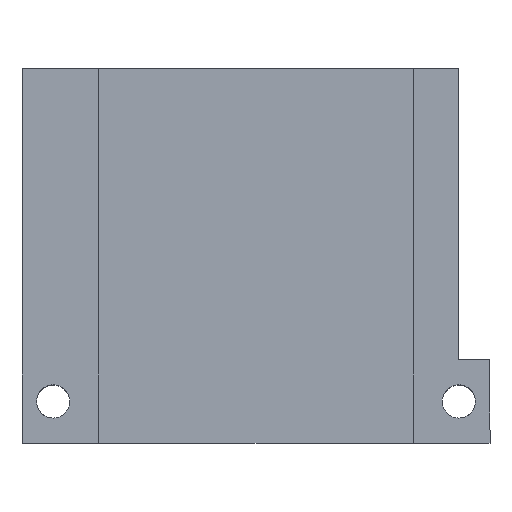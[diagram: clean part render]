
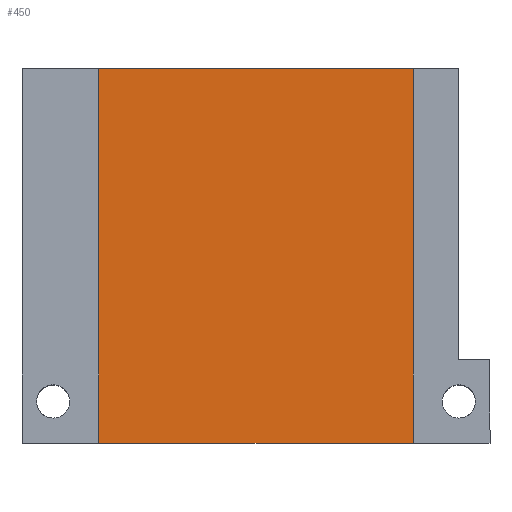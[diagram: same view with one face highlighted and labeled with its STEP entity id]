
A CAD part, top view. The second image highlights one B-rep face of the part: STEP entity #450.
In plain terms, the highlighted planar face has unit normal (0, 0, 1).
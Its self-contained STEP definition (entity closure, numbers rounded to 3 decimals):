
#6 = CARTESIAN_POINT ( 'NONE',  ( -3.775, -4.5, 0. ) ) ;
#62 = VECTOR ( 'NONE', #240, 1000. ) ;
#75 = DIRECTION ( 'NONE',  ( 0., -1., 0. ) ) ;
#84 = ORIENTED_EDGE ( 'NONE', *, *, #214, .T. ) ;
#105 = DIRECTION ( 'NONE',  ( 1., 0., 0. ) ) ;
#214 = EDGE_CURVE ( 'NONE', #376, #656, #775, .T. ) ;
#223 = AXIS2_PLACEMENT_3D ( 'NONE', #393, #598, #105 ) ;
#240 = DIRECTION ( 'NONE',  ( 1., 0., 0. ) ) ;
#244 = ORIENTED_EDGE ( 'NONE', *, *, #475, .F. ) ;
#263 = VECTOR ( 'NONE', #320, 1000. ) ;
#283 = CARTESIAN_POINT ( 'NONE',  ( 3.775, -4.5, 0. ) ) ;
#284 = ORIENTED_EDGE ( 'NONE', *, *, #725, .T. ) ;
#320 = DIRECTION ( 'NONE',  ( 1., 0., 0. ) ) ;
#329 = VERTEX_POINT ( 'NONE', #483 ) ;
#366 = ORIENTED_EDGE ( 'NONE', *, *, #663, .F. ) ;
#376 = VERTEX_POINT ( 'NONE', #897 ) ;
#390 = CARTESIAN_POINT ( 'NONE',  ( 0., 4.5, 0. ) ) ;
#393 = CARTESIAN_POINT ( 'NONE',  ( 0., 0., 0. ) ) ;
#398 = VECTOR ( 'NONE', #896, 1000. ) ;
#450 = ADVANCED_FACE ( 'NONE', ( #854 ), #676, .T. ) ;
#475 = EDGE_CURVE ( 'NONE', #376, #329, #830, .T. ) ;
#483 = CARTESIAN_POINT ( 'NONE',  ( 3.775, 4.5, 0. ) ) ;
#497 = CARTESIAN_POINT ( 'NONE',  ( -3.775, 0., 0. ) ) ;
#519 = CARTESIAN_POINT ( 'NONE',  ( 0., -4.5, 0. ) ) ;
#598 = DIRECTION ( 'NONE',  ( 0., 0., 1. ) ) ;
#603 = VERTEX_POINT ( 'NONE', #283 ) ;
#627 = LINE ( 'NONE', #519, #62 ) ;
#656 = VERTEX_POINT ( 'NONE', #6 ) ;
#663 = EDGE_CURVE ( 'NONE', #329, #603, #885, .T. ) ;
#676 = PLANE ( 'NONE',  #223 ) ;
#725 = EDGE_CURVE ( 'NONE', #656, #603, #627, .T. ) ;
#775 = LINE ( 'NONE', #497, #398 ) ;
#787 = EDGE_LOOP ( 'NONE', ( #84, #284, #366, #244 ) ) ;
#830 = LINE ( 'NONE', #390, #263 ) ;
#838 = CARTESIAN_POINT ( 'NONE',  ( 3.775, 0., 0. ) ) ;
#854 = FACE_OUTER_BOUND ( 'NONE', #787, .T. ) ;
#864 = VECTOR ( 'NONE', #75, 1000. ) ;
#885 = LINE ( 'NONE', #838, #864 ) ;
#896 = DIRECTION ( 'NONE',  ( 0., -1., 0. ) ) ;
#897 = CARTESIAN_POINT ( 'NONE',  ( -3.775, 4.5, 0. ) ) ;
